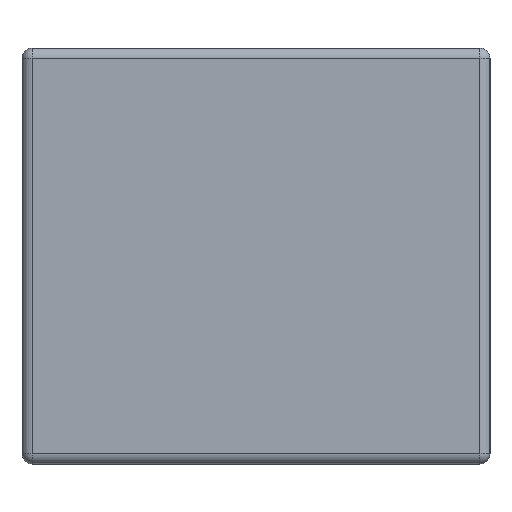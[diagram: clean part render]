
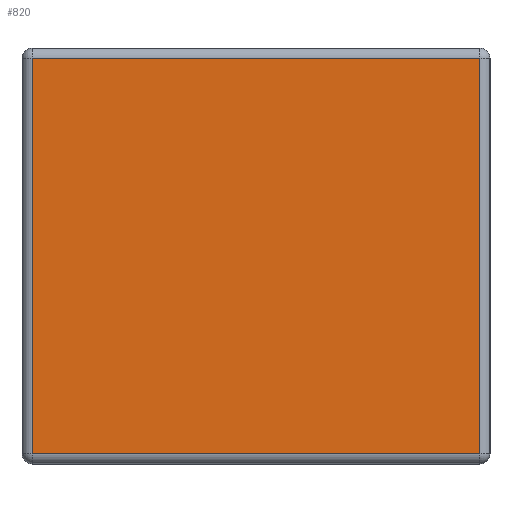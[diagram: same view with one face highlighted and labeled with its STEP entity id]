
A CAD part, left-side view. The second image highlights one B-rep face of the part: STEP entity #820.
In plain terms, the highlighted planar face has unit normal (-1, 0, 0).
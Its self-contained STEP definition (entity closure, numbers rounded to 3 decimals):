
#77 = EDGE_LOOP ( 'NONE', ( #875, #1071, #376, #936 ) ) ;
#127 = DIRECTION ( 'NONE',  ( 1., 0., 0. ) ) ;
#170 = VERTEX_POINT ( 'NONE', #464 ) ;
#171 = CARTESIAN_POINT ( 'NONE',  ( -0.8, 0.88, 0.4 ) ) ;
#205 = CARTESIAN_POINT ( 'NONE',  ( -0.8, 0.02, 0.38 ) ) ;
#216 = DIRECTION ( 'NONE',  ( 0., 0., -1. ) ) ;
#222 = LINE ( 'NONE', #593, #354 ) ;
#230 = CARTESIAN_POINT ( 'NONE',  ( -0.8, 0.02, -0.38 ) ) ;
#318 = DIRECTION ( 'NONE',  ( 0., 1., 0. ) ) ;
#354 = VECTOR ( 'NONE', #318, 1000. ) ;
#375 = LINE ( 'NONE', #171, #895 ) ;
#376 = ORIENTED_EDGE ( 'NONE', *, *, #684, .T. ) ;
#441 = LINE ( 'NONE', #873, #708 ) ;
#464 = CARTESIAN_POINT ( 'NONE',  ( -0.8, 0.88, -0.38 ) ) ;
#466 = DIRECTION ( 'NONE',  ( 0., 0., -1. ) ) ;
#561 = EDGE_CURVE ( 'NONE', #170, #1046, #1126, .T. ) ;
#593 = CARTESIAN_POINT ( 'NONE',  ( -0.8, 0.9, 0.38 ) ) ;
#684 = EDGE_CURVE ( 'NONE', #1046, #964, #441, .T. ) ;
#708 = VECTOR ( 'NONE', #715, 1000. ) ;
#715 = DIRECTION ( 'NONE',  ( 0., 0., 1. ) ) ;
#729 = EDGE_CURVE ( 'NONE', #1116, #170, #375, .T. ) ;
#761 = VECTOR ( 'NONE', #1039, 1000. ) ;
#812 = AXIS2_PLACEMENT_3D ( 'NONE', #1098, #127, #216 ) ;
#820 = ADVANCED_FACE ( 'NONE', ( #1013 ), #935, .F. ) ;
#873 = CARTESIAN_POINT ( 'NONE',  ( -0.8, 0.02, 0.4 ) ) ;
#875 = ORIENTED_EDGE ( 'NONE', *, *, #729, .T. ) ;
#895 = VECTOR ( 'NONE', #466, 1000. ) ;
#925 = EDGE_CURVE ( 'NONE', #964, #1116, #222, .T. ) ;
#935 = PLANE ( 'NONE',  #812 ) ;
#936 = ORIENTED_EDGE ( 'NONE', *, *, #925, .T. ) ;
#964 = VERTEX_POINT ( 'NONE', #205 ) ;
#1013 = FACE_OUTER_BOUND ( 'NONE', #77, .T. ) ;
#1039 = DIRECTION ( 'NONE',  ( 0., -1., 0. ) ) ;
#1046 = VERTEX_POINT ( 'NONE', #230 ) ;
#1071 = ORIENTED_EDGE ( 'NONE', *, *, #561, .T. ) ;
#1082 = CARTESIAN_POINT ( 'NONE',  ( -0.8, 0.88, 0.38 ) ) ;
#1098 = CARTESIAN_POINT ( 'NONE',  ( -0.8, 0.9, 0.4 ) ) ;
#1116 = VERTEX_POINT ( 'NONE', #1082 ) ;
#1126 = LINE ( 'NONE', #1134, #761 ) ;
#1134 = CARTESIAN_POINT ( 'NONE',  ( -0.8, 0.9, -0.38 ) ) ;
